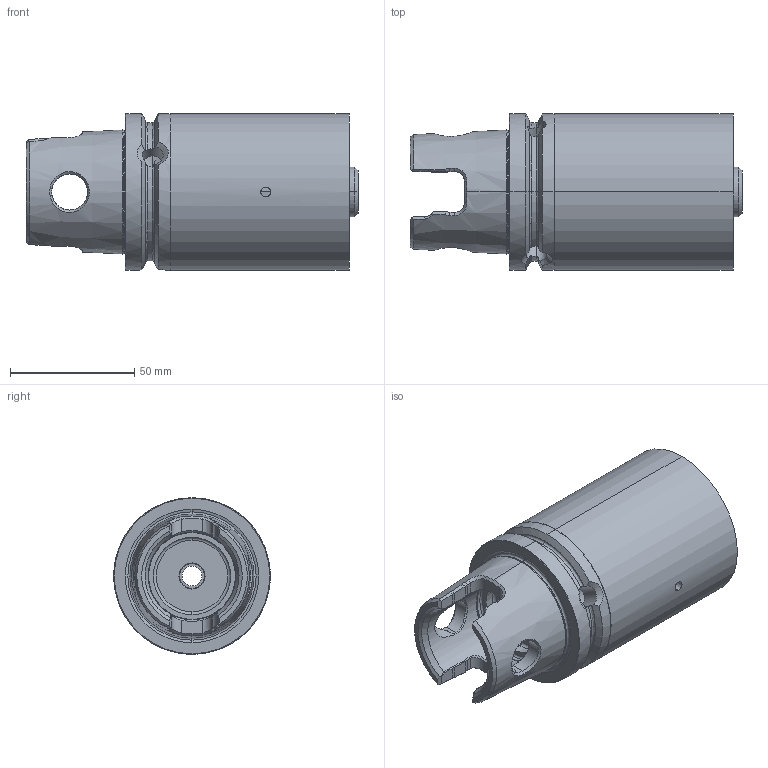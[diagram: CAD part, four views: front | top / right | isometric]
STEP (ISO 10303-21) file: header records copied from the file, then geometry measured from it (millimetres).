
FILE_DESCRIPTION (( 'STEP AP214' ), '1' );
FILE_NAME ('KY6.PS6.K01.090.STEP', '2024-02-12T13:44:57', ( '' ), ( '' ), 'SwSTEP 2.0', 'SolidWorks 2022', '' );
FILE_SCHEMA (( 'AUTOMOTIVE_DESIGN' ));
Length unit declared in the file: millimetre
Products named in the file (4): PS6-ER2.001.024_A; KY6.PS6.K01.090; PS6-ER1.K01.071_A_PreviewCfg; KY6-PS6.K01.090_A
Assembly tree (3 placements, depth 2):
  KY6.PS6.K01.090
    KY6-PS6.K01.090_A
    PS6-ER1.K01.071_A_PreviewCfg
    PS6-ER2.001.024_A
Bounding box: 133.55 x 63 x 63 mm (x, y, z)
Volume: 249763.2 mm3; surface area: 57197.8 mm2
Topology: 3 solids, 3 shells, 314 faces, 776 edges, 470 vertices
Faces by surface type: cylinder 89, cone 69, plane 60, bspline 50, torus 46
Entity records: 13222 total; most frequent: CARTESIAN_POINT 5032, ORIENTED_EDGE 1540, DIRECTION 1330, EDGE_CURVE 770, AXIS2_PLACEMENT_3D 562, VERTEX_POINT 470, EDGE_LOOP 334, FACE_OUTER_BOUND 314
